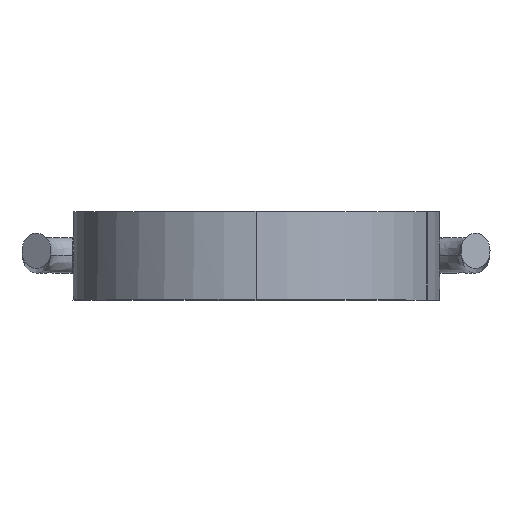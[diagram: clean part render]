
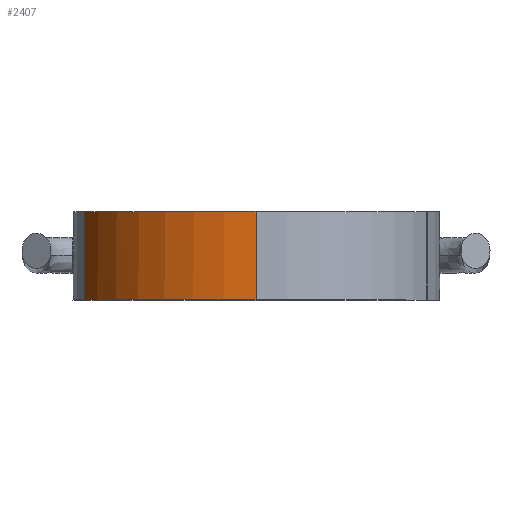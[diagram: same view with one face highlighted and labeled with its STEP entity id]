
A CAD part, top view. The second image highlights one B-rep face of the part: STEP entity #2407.
In plain terms, the highlighted cylindrical face has radius 4.15 mm (diameter 8.3 mm), a partial arc.
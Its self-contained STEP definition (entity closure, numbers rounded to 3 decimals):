
#24 = EDGE_LOOP ( 'NONE', ( #1653, #298, #1392, #334, #190, #1231, #1689, #1004 ) ) ;
#31 = EDGE_CURVE ( 'NONE', #412, #835, #606, .T. ) ;
#35 = CARTESIAN_POINT ( 'NONE',  ( -3.882, 2., -1.468 ) ) ;
#37 = VERTEX_POINT ( 'NONE', #1951 ) ;
#66 = VECTOR ( 'NONE', #1523, 1000. ) ;
#99 = AXIS2_PLACEMENT_3D ( 'NONE', #2630, #535, #756 ) ;
#103 = EDGE_CURVE ( 'NONE', #37, #557, #2227, .T. ) ;
#133 = EDGE_CURVE ( 'NONE', #2052, #37, #911, .T. ) ;
#190 = ORIENTED_EDGE ( 'NONE', *, *, #31, .F. ) ;
#204 = CARTESIAN_POINT ( 'NONE',  ( -3.882, 0.008, -1.468 ) ) ;
#275 = CIRCLE ( 'NONE', #465, 4.15 ) ;
#293 = CARTESIAN_POINT ( 'NONE',  ( 0., 2., 0. ) ) ;
#298 = ORIENTED_EDGE ( 'NONE', *, *, #133, .F. ) ;
#334 = ORIENTED_EDGE ( 'NONE', *, *, #1423, .T. ) ;
#391 = LINE ( 'NONE', #1519, #2008 ) ;
#412 = VERTEX_POINT ( 'NONE', #35 ) ;
#465 = AXIS2_PLACEMENT_3D ( 'NONE', #1150, #2614, #1350 ) ;
#477 = CARTESIAN_POINT ( 'NONE',  ( 0., 0.008, 0. ) ) ;
#488 = CARTESIAN_POINT ( 'NONE',  ( 0., 2., 4.15 ) ) ;
#515 = VECTOR ( 'NONE', #2203, 1000. ) ;
#535 = DIRECTION ( 'NONE',  ( 0., -1., 0. ) ) ;
#557 = VERTEX_POINT ( 'NONE', #938 ) ;
#606 = LINE ( 'NONE', #937, #66 ) ;
#616 = CYLINDRICAL_SURFACE ( 'NONE', #99, 4.15 ) ;
#630 = VERTEX_POINT ( 'NONE', #783 ) ;
#687 = DIRECTION ( 'NONE',  ( -0.935, 0., -0.354 ) ) ;
#756 = DIRECTION ( 'NONE',  ( 0., 0., -1. ) ) ;
#780 = DIRECTION ( 'NONE',  ( 0., 1., 0. ) ) ;
#783 = CARTESIAN_POINT ( 'NONE',  ( 0., 2., -4.15 ) ) ;
#835 = VERTEX_POINT ( 'NONE', #204 ) ;
#892 = CARTESIAN_POINT ( 'NONE',  ( -3.882, 0.008, 1.468 ) ) ;
#911 = CIRCLE ( 'NONE', #1149, 4.15 ) ;
#937 = CARTESIAN_POINT ( 'NONE',  ( -3.882, 2.008, -1.468 ) ) ;
#938 = CARTESIAN_POINT ( 'NONE',  ( 0., 0., 4.15 ) ) ;
#986 = EDGE_CURVE ( 'NONE', #1400, #2052, #1140, .T. ) ;
#1004 = ORIENTED_EDGE ( 'NONE', *, *, #2456, .T. ) ;
#1133 = DIRECTION ( 'NONE',  ( 0., 1., 0. ) ) ;
#1140 = LINE ( 'NONE', #1734, #515 ) ;
#1149 = AXIS2_PLACEMENT_3D ( 'NONE', #293, #1133, #2596 ) ;
#1150 = CARTESIAN_POINT ( 'NONE',  ( 0., 2., 0. ) ) ;
#1231 = ORIENTED_EDGE ( 'NONE', *, *, #2046, .F. ) ;
#1350 = DIRECTION ( 'NONE',  ( 0., 0., 1. ) ) ;
#1392 = ORIENTED_EDGE ( 'NONE', *, *, #986, .F. ) ;
#1400 = VERTEX_POINT ( 'NONE', #892 ) ;
#1423 = EDGE_CURVE ( 'NONE', #1400, #835, #1622, .T. ) ;
#1519 = CARTESIAN_POINT ( 'NONE',  ( 0., 2., -4.15 ) ) ;
#1523 = DIRECTION ( 'NONE',  ( 0., -1., 0. ) ) ;
#1622 = CIRCLE ( 'NONE', #1777, 4.15 ) ;
#1623 = AXIS2_PLACEMENT_3D ( 'NONE', #2031, #780, #2247 ) ;
#1653 = ORIENTED_EDGE ( 'NONE', *, *, #103, .F. ) ;
#1689 = ORIENTED_EDGE ( 'NONE', *, *, #2273, .T. ) ;
#1734 = CARTESIAN_POINT ( 'NONE',  ( -3.882, 0.008, 1.468 ) ) ;
#1773 = DIRECTION ( 'NONE',  ( 0., -1., 0. ) ) ;
#1777 = AXIS2_PLACEMENT_3D ( 'NONE', #477, #1945, #687 ) ;
#1794 = VERTEX_POINT ( 'NONE', #2356 ) ;
#1834 = CIRCLE ( 'NONE', #1623, 4.15 ) ;
#1939 = FACE_OUTER_BOUND ( 'NONE', #24, .T. ) ;
#1945 = DIRECTION ( 'NONE',  ( 0., -1., 0. ) ) ;
#1951 = CARTESIAN_POINT ( 'NONE',  ( 0., 2., 4.15 ) ) ;
#2008 = VECTOR ( 'NONE', #1773, 1000. ) ;
#2031 = CARTESIAN_POINT ( 'NONE',  ( 0., 0., 0. ) ) ;
#2046 = EDGE_CURVE ( 'NONE', #630, #412, #275, .T. ) ;
#2052 = VERTEX_POINT ( 'NONE', #2411 ) ;
#2203 = DIRECTION ( 'NONE',  ( 0., 1., 0. ) ) ;
#2227 = LINE ( 'NONE', #488, #2279 ) ;
#2247 = DIRECTION ( 'NONE',  ( 0., 0., 1. ) ) ;
#2273 = EDGE_CURVE ( 'NONE', #630, #1794, #391, .T. ) ;
#2279 = VECTOR ( 'NONE', #2573, 1000. ) ;
#2356 = CARTESIAN_POINT ( 'NONE',  ( 0., 0., -4.15 ) ) ;
#2407 = ADVANCED_FACE ( 'NONE', ( #1939 ), #616, .T. ) ;
#2411 = CARTESIAN_POINT ( 'NONE',  ( -3.882, 2., 1.468 ) ) ;
#2456 = EDGE_CURVE ( 'NONE', #1794, #557, #1834, .T. ) ;
#2573 = DIRECTION ( 'NONE',  ( 0., -1., 0. ) ) ;
#2596 = DIRECTION ( 'NONE',  ( 0., 0., 1. ) ) ;
#2614 = DIRECTION ( 'NONE',  ( 0., 1., 0. ) ) ;
#2630 = CARTESIAN_POINT ( 'NONE',  ( 0., 2., 0. ) ) ;
